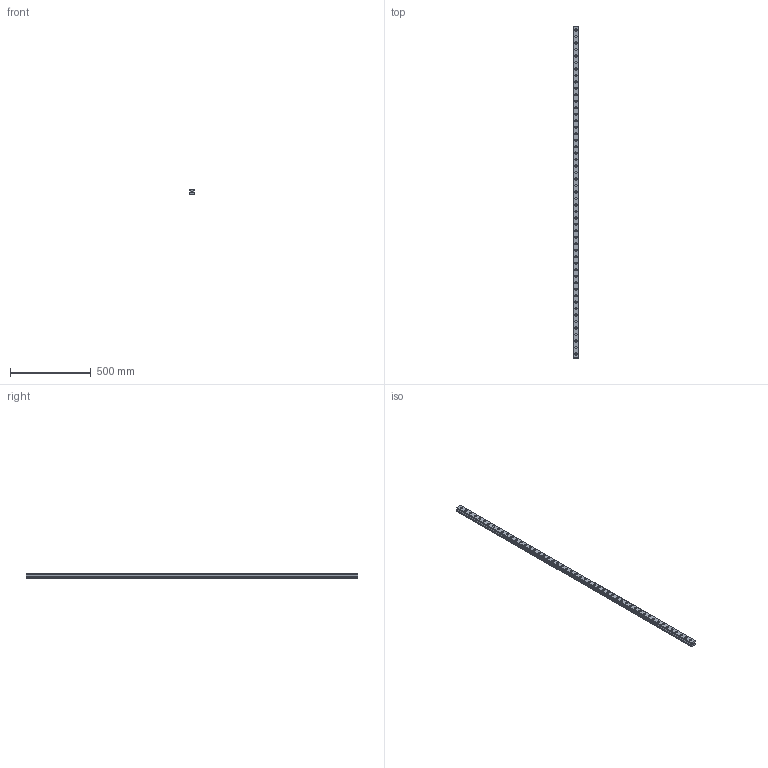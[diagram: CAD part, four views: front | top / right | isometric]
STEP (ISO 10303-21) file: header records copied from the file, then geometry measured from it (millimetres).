
FILE_DESCRIPTION(('STEP AP214'),'1');
FILE_NAME('cctmp_D94D35B1-1037-4920-9D9E-37E6A841537E_2021_03_12_17_07_48_0475..stp','2021-03-12T16:07:49',('HIWIN GmbH'),('CADClick - www.CADClick.com'),'Spatial InterOp 3D',' ','unknown authorization');
FILE_SCHEMA(('AUTOMOTIVE_DESIGN'));
Length unit declared in the file: millimetre
Products named in the file (1): RGR35R2050H_FILE
Bounding box: 34 x 2050 x 30.2 mm (x, y, z)
Volume: 1611400.6 mm3; surface area: 341853.5 mm2
Topology: 1 solids, 1 shells, 723 faces, 1845 edges, 1230 vertices
Faces by surface type: plane 403, cylinder 320
Entity records: 28235 total; most frequent: DIRECTION 4341, CARTESIAN_POINT 3799, ORIENTED_EDGE 3690, EDGE_CURVE 1845, AXIS2_PLACEMENT_3D 1772, VERTEX_POINT 1230, CIRCLE 844, EDGE_LOOP 829
